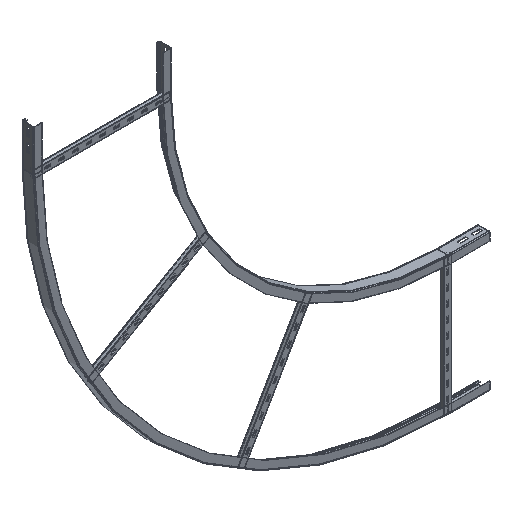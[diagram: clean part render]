
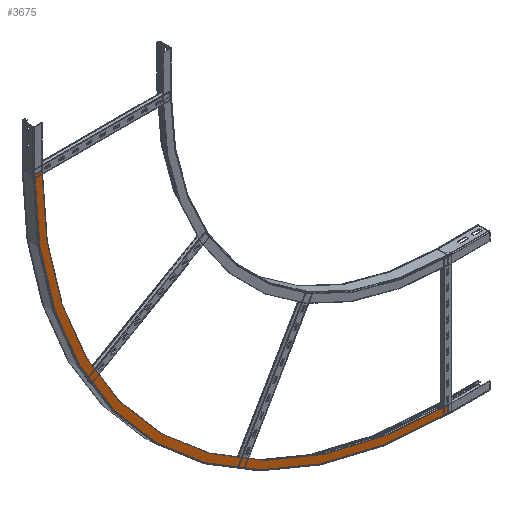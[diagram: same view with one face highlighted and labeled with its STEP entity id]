
A CAD part, isometric view. The second image highlights one B-rep face of the part: STEP entity #3675.
In plain terms, the highlighted planar face has unit normal (0, -1, 0).
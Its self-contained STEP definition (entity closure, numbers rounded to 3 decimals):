
#163=CIRCLE('',#4036,1496.);
#165=CIRCLE('',#4039,1469.);
#349=FACE_OUTER_BOUND('',#579,.T.);
#579=EDGE_LOOP('',(#2905,#2906,#2907,#2908));
#876=LINE('',#5687,#1296);
#918=LINE('',#5824,#1338);
#1296=VECTOR('',#4624,10.);
#1338=VECTOR('',#4776,10.);
#1673=VERTEX_POINT('',#5680);
#1675=VERTEX_POINT('',#5686);
#1714=VERTEX_POINT('',#5818);
#1715=VERTEX_POINT('',#5822);
#2066=EDGE_CURVE('',#1673,#1675,#876,.T.);
#2132=EDGE_CURVE('',#1714,#1673,#163,.T.);
#2134=EDGE_CURVE('',#1715,#1675,#165,.T.);
#2135=EDGE_CURVE('',#1715,#1714,#918,.T.);
#2905=ORIENTED_EDGE('',*,*,#2066,.T.);
#2906=ORIENTED_EDGE('',*,*,#2134,.F.);
#2907=ORIENTED_EDGE('',*,*,#2135,.T.);
#2908=ORIENTED_EDGE('',*,*,#2132,.T.);
#3472=PLANE('',#4038);
#3675=ADVANCED_FACE('',(#349),#3472,.T.);
#4036=AXIS2_PLACEMENT_3D('',#5819,#4768,#4769);
#4038=AXIS2_PLACEMENT_3D('',#5821,#4772,#4773);
#4039=AXIS2_PLACEMENT_3D('',#5823,#4774,#4775);
#4624=DIRECTION('',(0.,0.,1.));
#4768=DIRECTION('center_axis',(0.,-1.,0.));
#4769=DIRECTION('ref_axis',(-1.,0.,0.));
#4772=DIRECTION('center_axis',(0.,-1.,0.));
#4773=DIRECTION('ref_axis',(0.,0.,-1.));
#4774=DIRECTION('center_axis',(0.,-1.,0.));
#4775=DIRECTION('ref_axis',(-1.,0.,0.));
#4776=DIRECTION('',(-1.,0.,0.));
#5680=CARTESIAN_POINT('',(1469.,0.,-1496.));
#5686=CARTESIAN_POINT('',(1469.,0.,-1469.));
#5687=CARTESIAN_POINT('',(1469.,0.,-1496.));
#5818=CARTESIAN_POINT('',(-27.,0.,0.));
#5819=CARTESIAN_POINT('Origin',(1469.,0.,0.));
#5821=CARTESIAN_POINT('Origin',(1469.,0.,-1496.));
#5822=CARTESIAN_POINT('',(0.,0.,0.));
#5823=CARTESIAN_POINT('Origin',(1469.,0.,0.));
#5824=CARTESIAN_POINT('',(-81.572,0.,0.));
